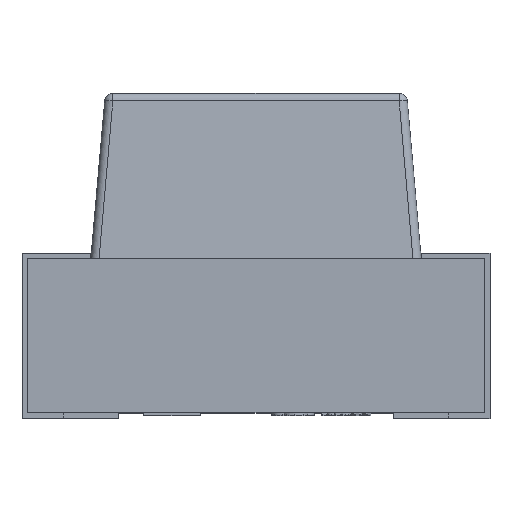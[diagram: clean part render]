
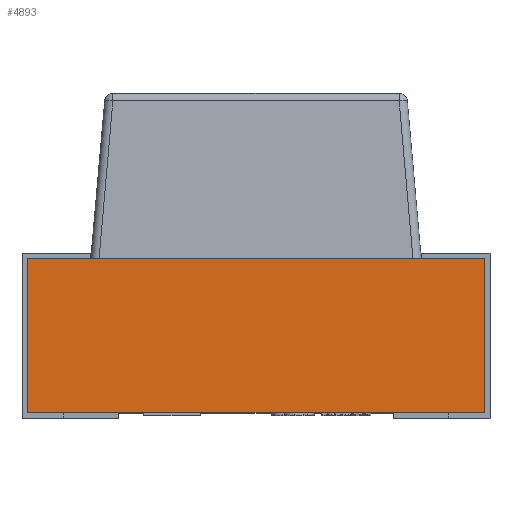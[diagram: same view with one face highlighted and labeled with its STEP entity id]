
A CAD part, top view. The second image highlights one B-rep face of the part: STEP entity #4893.
In plain terms, the highlighted planar face has unit normal (0, 0, 1).
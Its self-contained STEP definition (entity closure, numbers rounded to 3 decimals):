
#80 = VERTEX_POINT ( 'NONE', #2797 ) ;
#264 = LINE ( 'NONE', #1481, #11388 ) ;
#395 = DIRECTION ( 'NONE',  ( 0., 1., 0. ) ) ;
#1214 = CARTESIAN_POINT ( 'NONE',  ( 0.57, 0.28, 0.3 ) ) ;
#1320 = EDGE_CURVE ( 'NONE', #6469, #11848, #264, .T. ) ;
#1480 = DIRECTION ( 'NONE',  ( -1., 0., 0. ) ) ;
#1481 = CARTESIAN_POINT ( 'NONE',  ( -0.83, -0.28, 0.3 ) ) ;
#1752 = FACE_OUTER_BOUND ( 'NONE', #8266, .T. ) ;
#1804 = EDGE_CURVE ( 'NONE', #5409, #6469, #2302, .T. ) ;
#1947 = DIRECTION ( 'NONE',  ( 1., 0., 0. ) ) ;
#2042 = ORIENTED_EDGE ( 'NONE', *, *, #12854, .T. ) ;
#2282 = VECTOR ( 'NONE', #1480, 1000. ) ;
#2302 = LINE ( 'NONE', #5508, #2384 ) ;
#2384 = VECTOR ( 'NONE', #12572, 1000. ) ;
#2797 = CARTESIAN_POINT ( 'NONE',  ( 0.83, 0.28, 0.3 ) ) ;
#2926 = VECTOR ( 'NONE', #10189, 1000. ) ;
#3017 = LINE ( 'NONE', #9027, #2926 ) ;
#3223 = CARTESIAN_POINT ( 'NONE',  ( -0.57, 0.28, 0.3 ) ) ;
#3625 = LINE ( 'NONE', #10856, #2282 ) ;
#4710 = LINE ( 'NONE', #11000, #10749 ) ;
#4893 = ADVANCED_FACE ( 'NONE', ( #1752 ), #7998, .T. ) ;
#5178 = VERTEX_POINT ( 'NONE', #3223 ) ;
#5409 = VERTEX_POINT ( 'NONE', #10389 ) ;
#5508 = CARTESIAN_POINT ( 'NONE',  ( -0.83, 0.28, 0.3 ) ) ;
#5533 = CARTESIAN_POINT ( 'NONE',  ( 0.83, -0.28, 0.3 ) ) ;
#6469 = VERTEX_POINT ( 'NONE', #10373 ) ;
#6495 = LINE ( 'NONE', #8535, #10286 ) ;
#6907 = DIRECTION ( 'NONE',  ( 0., 0., 1. ) ) ;
#6944 = ORIENTED_EDGE ( 'NONE', *, *, #7736, .F. ) ;
#7225 = EDGE_CURVE ( 'NONE', #11848, #80, #4710, .T. ) ;
#7705 = VERTEX_POINT ( 'NONE', #1214 ) ;
#7736 = EDGE_CURVE ( 'NONE', #5178, #7705, #6495, .T. ) ;
#7998 = PLANE ( 'NONE',  #13026 ) ;
#8042 = ORIENTED_EDGE ( 'NONE', *, *, #1804, .T. ) ;
#8266 = EDGE_LOOP ( 'NONE', ( #8800, #2042, #6944, #10780, #8042, #10797 ) ) ;
#8535 = CARTESIAN_POINT ( 'NONE',  ( -0.6, 0.28, 0.3 ) ) ;
#8800 = ORIENTED_EDGE ( 'NONE', *, *, #7225, .T. ) ;
#9027 = CARTESIAN_POINT ( 'NONE',  ( -0.83, 0.28, 0.3 ) ) ;
#9815 = DIRECTION ( 'NONE',  ( 1., 0., 0. ) ) ;
#10189 = DIRECTION ( 'NONE',  ( -1., 0., 0. ) ) ;
#10286 = VECTOR ( 'NONE', #9815, 1000. ) ;
#10373 = CARTESIAN_POINT ( 'NONE',  ( -0.83, -0.28, 0.3 ) ) ;
#10389 = CARTESIAN_POINT ( 'NONE',  ( -0.83, 0.28, 0.3 ) ) ;
#10749 = VECTOR ( 'NONE', #395, 1000. ) ;
#10780 = ORIENTED_EDGE ( 'NONE', *, *, #13153, .T. ) ;
#10797 = ORIENTED_EDGE ( 'NONE', *, *, #1320, .T. ) ;
#10856 = CARTESIAN_POINT ( 'NONE',  ( -0.83, 0.28, 0.3 ) ) ;
#11000 = CARTESIAN_POINT ( 'NONE',  ( 0.83, 0.28, 0.3 ) ) ;
#11388 = VECTOR ( 'NONE', #12936, 1000. ) ;
#11848 = VERTEX_POINT ( 'NONE', #5533 ) ;
#12100 = CARTESIAN_POINT ( 'NONE',  ( 0., 0., 0.3 ) ) ;
#12572 = DIRECTION ( 'NONE',  ( 0., -1., 0. ) ) ;
#12854 = EDGE_CURVE ( 'NONE', #80, #7705, #3017, .T. ) ;
#12936 = DIRECTION ( 'NONE',  ( 1., 0., 0. ) ) ;
#13026 = AXIS2_PLACEMENT_3D ( 'NONE', #12100, #6907, #1947 ) ;
#13153 = EDGE_CURVE ( 'NONE', #5178, #5409, #3625, .T. ) ;
